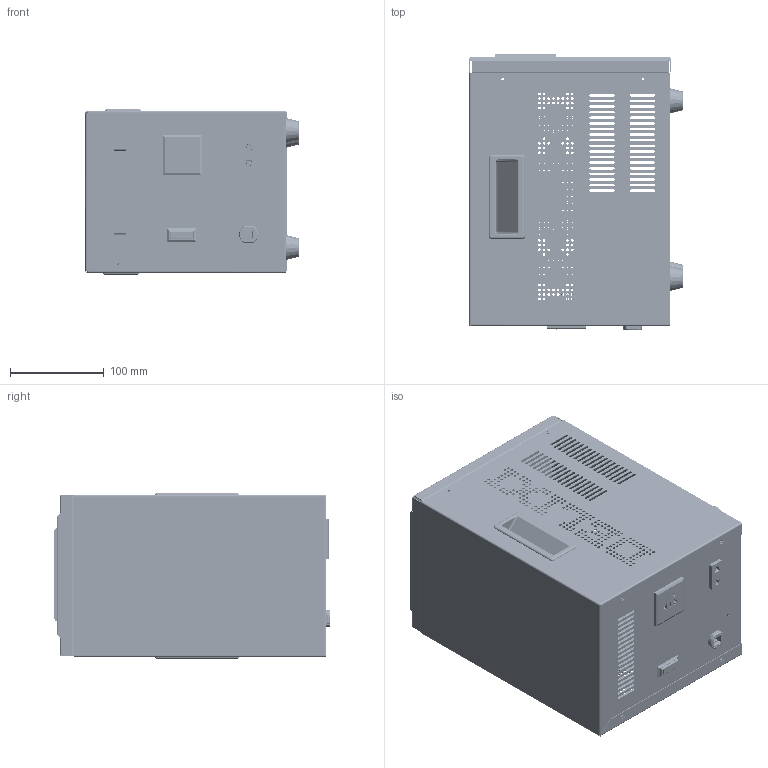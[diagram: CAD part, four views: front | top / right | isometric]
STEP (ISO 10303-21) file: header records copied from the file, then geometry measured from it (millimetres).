
FILE_DESCRIPTION (( 'STEP AP214' ), '1' );
FILE_NAME ('TND3-2KVA三维图-202508.STEP', '2025-08-19T06:29:42', ( 'China' ), ( 'Home' ), 'SwSTEP 2.0', 'SolidWorks 2020', '' );
FILE_SCHEMA (( 'AUTOMOTIVE_DESIGN' ));
Length unit declared in the file: millimetre
Products named in the file (14): 5K枑忒; 謗脣; TND3珘儒そ軞蚾; そ遺; 6245噩; NCR-2K裔赽; 弊梓拻脣; TND-2k砎々褐(詢僅13.6); TND3-2K菁釱; 萇埭縐諶2k; 6245珘儒啣; 摒倰徹霜羲壽; TND3-2KVA三维图-202508; TND3-2K醱啣
Assembly tree (17 placements, depth 3):
  TND3-2KVA三维图-202508
    TND3-2K菁釱
    TND3-2K醱啣
    5K枑忒  x2
    摒倰徹霜羲壽
    弊梓拻脣
    NCR-2K裔赽
    TND-2k砎々褐(詢僅13.6)  x4
    萇埭縐諶2k
    謗脣
    TND3珘儒そ軞蚾
      そ遺
      6245噩
      6245珘儒啣
Bounding box: 228.2 x 295.15 x 177 mm (x, y, z)
Volume: 406085.2 mm3; surface area: 714153.9 mm2
Topology: 19 solids, 19 shells, 3887 faces, 10469 edges, 6834 vertices
Faces by surface type: plane 1844, cylinder 1590, bspline 348, torus 70, cone 35
Entity records: 146930 total; most frequent: CARTESIAN_POINT 34720, ORIENTED_EDGE 20402, DIRECTION 19607, EDGE_CURVE 10201, VERTEX_POINT 6679, AXIS2_PLACEMENT_3D 6642, LINE 6323, VECTOR 6323
